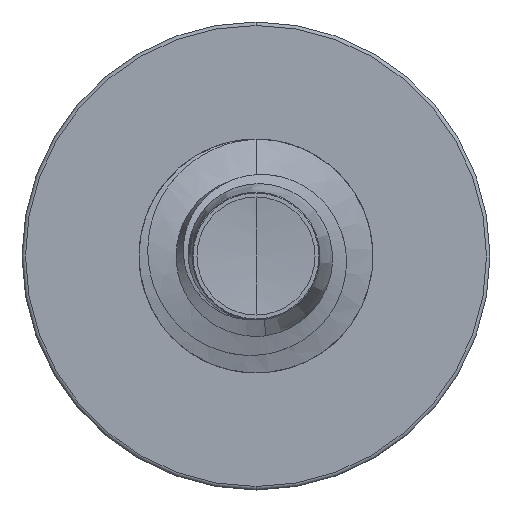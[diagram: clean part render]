
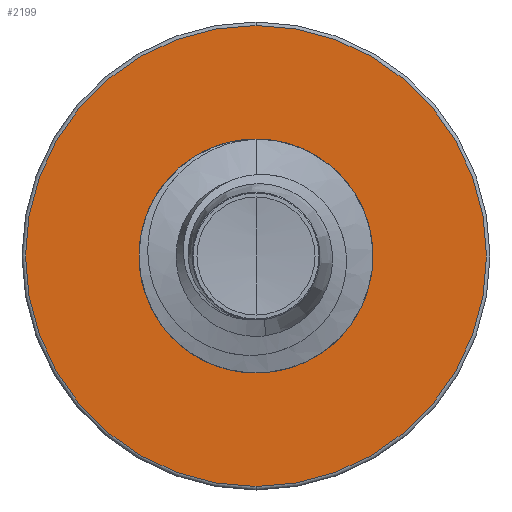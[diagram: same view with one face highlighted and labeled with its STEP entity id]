
A CAD part, front view. The second image highlights one B-rep face of the part: STEP entity #2199.
In plain terms, the highlighted planar face has unit normal (0, -1, 0).
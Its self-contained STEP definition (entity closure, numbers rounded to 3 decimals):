
#215 = CARTESIAN_POINT ( 'NONE',  ( 0., 6.5, -1.789 ) ) ;
#293 = AXIS2_PLACEMENT_3D ( 'NONE', #2624, #8876, #3522 ) ;
#396 = CARTESIAN_POINT ( 'NONE',  ( 0., 6.5, 0. ) ) ;
#406 = CIRCLE ( 'NONE', #10162, 3.94 ) ;
#689 = CARTESIAN_POINT ( 'NONE',  ( 0., 6.5, 0. ) ) ;
#717 = PLANE ( 'NONE',  #293 ) ;
#1277 = DIRECTION ( 'NONE',  ( 0., 0., 1. ) ) ;
#1541 = DIRECTION ( 'NONE',  ( 0., 1., 0. ) ) ;
#1566 = DIRECTION ( 'NONE',  ( 0., 0., 1. ) ) ;
#1825 = ORIENTED_EDGE ( 'NONE', *, *, #4081, .T. ) ;
#2199 = ADVANCED_FACE ( 'NONE', ( #4251, #6644 ), #717, .F. ) ;
#2624 = CARTESIAN_POINT ( 'NONE',  ( 0., 6.5, -1.789 ) ) ;
#2629 = CARTESIAN_POINT ( 'NONE',  ( 0., 6.5, 3.94 ) ) ;
#2636 = EDGE_LOOP ( 'NONE', ( #5821, #3900 ) ) ;
#3468 = CIRCLE ( 'NONE', #6312, 1.789 ) ;
#3522 = DIRECTION ( 'NONE',  ( 0., 0., 1. ) ) ;
#3769 = CARTESIAN_POINT ( 'NONE',  ( 0., 6.5, 0. ) ) ;
#3900 = ORIENTED_EDGE ( 'NONE', *, *, #8001, .F. ) ;
#4081 = EDGE_CURVE ( 'NONE', #7028, #6164, #11212, .T. ) ;
#4251 = FACE_OUTER_BOUND ( 'NONE', #2636, .T. ) ;
#4652 = DIRECTION ( 'NONE',  ( 0., 0., 1. ) ) ;
#5116 = EDGE_CURVE ( 'NONE', #11295, #7237, #6676, .T. ) ;
#5821 = ORIENTED_EDGE ( 'NONE', *, *, #5116, .F. ) ;
#6164 = VERTEX_POINT ( 'NONE', #215 ) ;
#6312 = AXIS2_PLACEMENT_3D ( 'NONE', #6843, #1541, #7758 ) ;
#6457 = CARTESIAN_POINT ( 'NONE',  ( 0., 6.5, -3.94 ) ) ;
#6580 = DIRECTION ( 'NONE',  ( 0., 1., 0. ) ) ;
#6593 = AXIS2_PLACEMENT_3D ( 'NONE', #396, #6580, #1277 ) ;
#6644 = FACE_BOUND ( 'NONE', #9455, .T. ) ;
#6676 = CIRCLE ( 'NONE', #6952, 3.94 ) ;
#6843 = CARTESIAN_POINT ( 'NONE',  ( 0., 6.5, 0. ) ) ;
#6868 = DIRECTION ( 'NONE',  ( 0., 1., 0. ) ) ;
#6952 = AXIS2_PLACEMENT_3D ( 'NONE', #689, #6868, #1566 ) ;
#7028 = VERTEX_POINT ( 'NONE', #9015 ) ;
#7237 = VERTEX_POINT ( 'NONE', #6457 ) ;
#7758 = DIRECTION ( 'NONE',  ( 0., 0., 1. ) ) ;
#8001 = EDGE_CURVE ( 'NONE', #7237, #11295, #406, .T. ) ;
#8559 = EDGE_CURVE ( 'NONE', #6164, #7028, #3468, .T. ) ;
#8876 = DIRECTION ( 'NONE',  ( 0., 1., 0. ) ) ;
#9015 = CARTESIAN_POINT ( 'NONE',  ( 0., 6.5, 1.789 ) ) ;
#9455 = EDGE_LOOP ( 'NONE', ( #1825, #10550 ) ) ;
#10038 = DIRECTION ( 'NONE',  ( 0., 1., 0. ) ) ;
#10162 = AXIS2_PLACEMENT_3D ( 'NONE', #3769, #10038, #4652 ) ;
#10550 = ORIENTED_EDGE ( 'NONE', *, *, #8559, .T. ) ;
#11212 = CIRCLE ( 'NONE', #6593, 1.789 ) ;
#11295 = VERTEX_POINT ( 'NONE', #2629 ) ;
